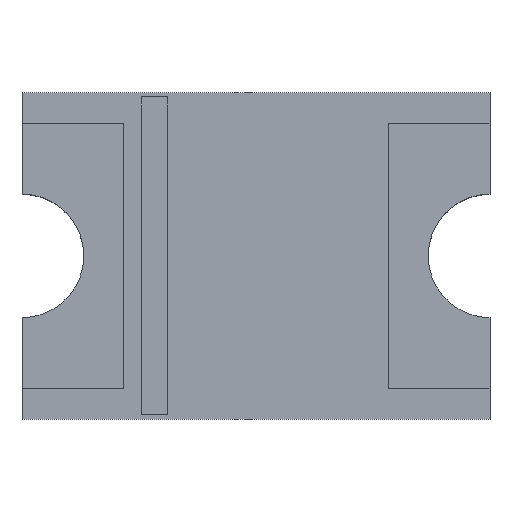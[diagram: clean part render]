
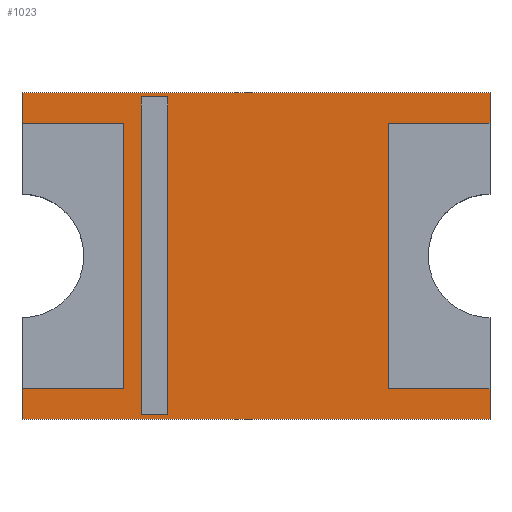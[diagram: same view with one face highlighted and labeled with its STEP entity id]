
A CAD part, top view. The second image highlights one B-rep face of the part: STEP entity #1023.
In plain terms, the highlighted planar face has unit normal (0, 0, 1).
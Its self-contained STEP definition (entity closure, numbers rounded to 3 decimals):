
#31=FACE_BOUND('',#103,.T.);
#45=FACE_OUTER_BOUND('',#102,.T.);
#102=EDGE_LOOP('',(#719,#720,#721,#722,#723,#724,#725,#726,#727,#728,#729,
#730));
#103=EDGE_LOOP('',(#731,#732,#733,#734));
#149=LINE('',#1405,#289);
#153=LINE('',#1412,#293);
#156=LINE('',#1418,#296);
#158=LINE('',#1421,#298);
#161=LINE('',#1430,#301);
#163=LINE('',#1435,#303);
#168=LINE('',#1443,#308);
#171=LINE('',#1451,#311);
#175=LINE('',#1460,#315);
#178=LINE('',#1464,#318);
#179=LINE('',#1467,#319);
#184=LINE('',#1476,#324);
#185=LINE('',#1479,#325);
#186=LINE('',#1480,#326);
#187=LINE('',#1482,#327);
#188=LINE('',#1483,#328);
#289=VECTOR('',#1139,3.6);
#293=VECTOR('',#1145,0.3);
#296=VECTOR('',#1150,3.6);
#298=VECTOR('',#1154,0.3);
#301=VECTOR('',#1161,1.15);
#303=VECTOR('',#1165,1.15);
#308=VECTOR('',#1172,1.6);
#311=VECTOR('',#1177,1.15);
#315=VECTOR('',#1183,1.15);
#318=VECTOR('',#1188,1.6);
#319=VECTOR('',#1191,1.05);
#324=VECTOR('',#1198,1.05);
#325=VECTOR('',#1201,5.3);
#326=VECTOR('',#1202,1.05);
#327=VECTOR('',#1203,1.05);
#328=VECTOR('',#1204,5.3);
#429=VERTEX_POINT('',#1402);
#430=VERTEX_POINT('',#1404);
#432=VERTEX_POINT('',#1410);
#434=VERTEX_POINT('',#1416);
#437=VERTEX_POINT('',#1427);
#438=VERTEX_POINT('',#1429);
#439=VERTEX_POINT('',#1433);
#440=VERTEX_POINT('',#1434);
#445=VERTEX_POINT('',#1448);
#446=VERTEX_POINT('',#1450);
#449=VERTEX_POINT('',#1457);
#450=VERTEX_POINT('',#1459);
#451=VERTEX_POINT('',#1466);
#454=VERTEX_POINT('',#1474);
#455=VERTEX_POINT('',#1478);
#456=VERTEX_POINT('',#1481);
#525=EDGE_CURVE('',#430,#429,#149,.T.);
#529=EDGE_CURVE('',#429,#432,#153,.T.);
#532=EDGE_CURVE('',#432,#434,#156,.T.);
#534=EDGE_CURVE('',#434,#430,#158,.T.);
#537=EDGE_CURVE('',#438,#437,#161,.T.);
#539=EDGE_CURVE('',#439,#440,#163,.T.);
#544=EDGE_CURVE('',#437,#439,#168,.T.);
#547=EDGE_CURVE('',#446,#445,#171,.T.);
#551=EDGE_CURVE('',#450,#449,#175,.T.);
#554=EDGE_CURVE('',#445,#450,#178,.T.);
#555=EDGE_CURVE('',#451,#438,#179,.T.);
#560=EDGE_CURVE('',#440,#454,#184,.T.);
#561=EDGE_CURVE('',#454,#455,#185,.T.);
#562=EDGE_CURVE('',#455,#446,#186,.T.);
#563=EDGE_CURVE('',#449,#456,#187,.T.);
#564=EDGE_CURVE('',#456,#451,#188,.T.);
#719=ORIENTED_EDGE('',*,*,#537,.T.);
#720=ORIENTED_EDGE('',*,*,#544,.T.);
#721=ORIENTED_EDGE('',*,*,#539,.T.);
#722=ORIENTED_EDGE('',*,*,#560,.T.);
#723=ORIENTED_EDGE('',*,*,#561,.T.);
#724=ORIENTED_EDGE('',*,*,#562,.T.);
#725=ORIENTED_EDGE('',*,*,#547,.T.);
#726=ORIENTED_EDGE('',*,*,#554,.T.);
#727=ORIENTED_EDGE('',*,*,#551,.T.);
#728=ORIENTED_EDGE('',*,*,#563,.T.);
#729=ORIENTED_EDGE('',*,*,#564,.T.);
#730=ORIENTED_EDGE('',*,*,#555,.T.);
#731=ORIENTED_EDGE('',*,*,#525,.T.);
#732=ORIENTED_EDGE('',*,*,#529,.T.);
#733=ORIENTED_EDGE('',*,*,#532,.T.);
#734=ORIENTED_EDGE('',*,*,#534,.T.);
#968=PLANE('',#1085);
#1023=ADVANCED_FACE('',(#45,#31),#968,.T.);
#1085=AXIS2_PLACEMENT_3D('',#1477,#1199,#1200);
#1139=DIRECTION('',(0.,-1.,0.));
#1145=DIRECTION('',(-1.,0.,0.));
#1150=DIRECTION('',(0.,1.,0.));
#1154=DIRECTION('',(1.,0.,0.));
#1161=DIRECTION('',(1.,0.,0.));
#1165=DIRECTION('',(-1.,0.,0.));
#1172=DIRECTION('',(0.,-1.,0.));
#1177=DIRECTION('',(-1.,0.,0.));
#1183=DIRECTION('',(1.,0.,0.));
#1188=DIRECTION('',(0.,1.,0.));
#1191=DIRECTION('',(0.,-1.,0.));
#1198=DIRECTION('',(0.,-1.,0.));
#1199=DIRECTION('center_axis',(0.,0.,1.));
#1200=DIRECTION('ref_axis',(1.,0.,0.));
#1201=DIRECTION('',(1.,0.,0.));
#1202=DIRECTION('',(0.,1.,0.));
#1203=DIRECTION('',(0.,1.,0.));
#1204=DIRECTION('',(-1.,0.,0.));
#1402=CARTESIAN_POINT('',(-1.,-1.8,1.1));
#1404=CARTESIAN_POINT('',(-1.,1.8,1.1));
#1405=CARTESIAN_POINT('',(-1.,-0.9,1.1));
#1410=CARTESIAN_POINT('',(-1.3,-1.8,1.1));
#1412=CARTESIAN_POINT('',(-0.65,-1.8,1.1));
#1416=CARTESIAN_POINT('',(-1.3,1.8,1.1));
#1418=CARTESIAN_POINT('',(-1.3,0.9,1.1));
#1421=CARTESIAN_POINT('',(-0.5,1.8,1.1));
#1427=CARTESIAN_POINT('',(-1.5,0.8,1.1));
#1429=CARTESIAN_POINT('',(-2.65,0.8,1.1));
#1430=CARTESIAN_POINT('',(-1.038,0.8,1.1));
#1433=CARTESIAN_POINT('',(-1.5,-0.8,1.1));
#1434=CARTESIAN_POINT('',(-2.65,-0.8,1.1));
#1435=CARTESIAN_POINT('',(-1.038,-0.8,1.1));
#1443=CARTESIAN_POINT('',(-1.5,-0.753,1.1));
#1448=CARTESIAN_POINT('',(1.5,-0.8,1.1));
#1450=CARTESIAN_POINT('',(2.65,-0.8,1.1));
#1451=CARTESIAN_POINT('',(1.038,-0.8,1.1));
#1457=CARTESIAN_POINT('',(2.65,0.8,1.1));
#1459=CARTESIAN_POINT('',(1.5,0.8,1.1));
#1460=CARTESIAN_POINT('',(1.038,0.8,1.1));
#1464=CARTESIAN_POINT('',(1.5,-0.753,1.1));
#1466=CARTESIAN_POINT('',(-2.65,1.85,1.1));
#1467=CARTESIAN_POINT('',(-2.65,1.85,1.1));
#1474=CARTESIAN_POINT('',(-2.65,-1.85,1.1));
#1476=CARTESIAN_POINT('',(-2.65,1.85,1.1));
#1477=CARTESIAN_POINT('Origin',(0.,0.,1.1));
#1478=CARTESIAN_POINT('',(2.65,-1.85,1.1));
#1479=CARTESIAN_POINT('',(-2.65,-1.85,1.1));
#1480=CARTESIAN_POINT('',(2.65,-1.85,1.1));
#1481=CARTESIAN_POINT('',(2.65,1.85,1.1));
#1482=CARTESIAN_POINT('',(2.65,-1.85,1.1));
#1483=CARTESIAN_POINT('',(2.65,1.85,1.1));
